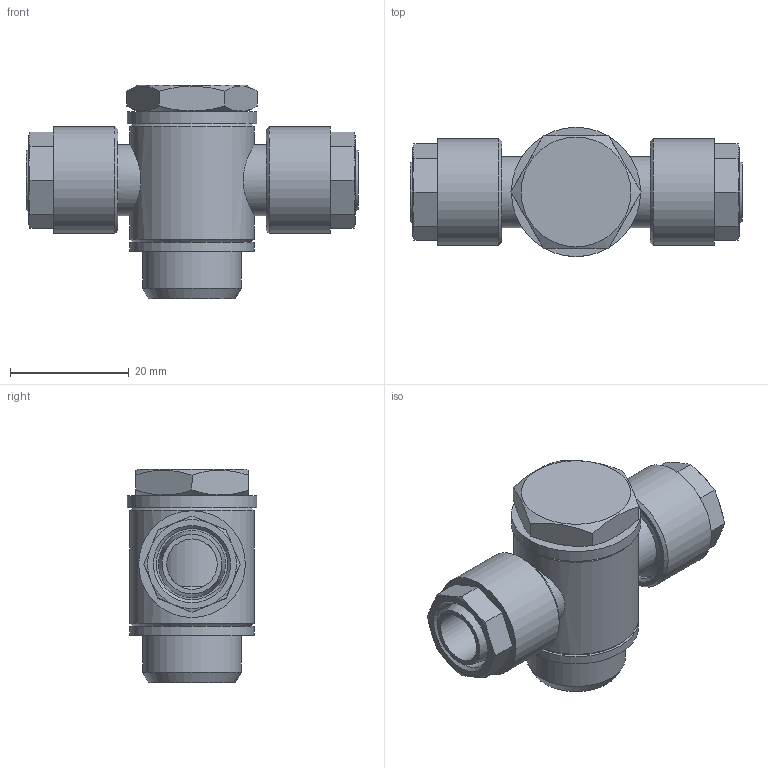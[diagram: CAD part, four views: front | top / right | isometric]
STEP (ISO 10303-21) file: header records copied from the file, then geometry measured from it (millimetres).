
FILE_DESCRIPTION(( 'MC.36.12.38.STP' ), '1');
FILE_NAME( 'MC.36.12.38.STP', '2018-10-02T09:10:34',( 'Sopra'),('sopra-pneumatic.com'), 'SwSTEP 2.0','SolidWorks 2009','' );
FILE_SCHEMA (('AUTOMOTIVE_DESIGN { 1 0 10303 214 1 1 1 1 }'));
Length unit declared in the file: millimetre
Products named in the file (7): Root; 14404; DICHTRING 3-8; ROTATIONSTEIL_0; 17008; 800044
Assembly tree (6 placements, depth 3):
  Root
    14404
    DICHTRING 3-8
    ROTATIONSTEIL_0
      17008
      17008
    800044
Bounding box: 56 x 21.8 x 36 mm (x, y, z)
Volume: 12822.5 mm3; surface area: 12981.3 mm2
Topology: 6 solids, 6 shells, 138 faces, 312 edges, 199 vertices
Faces by surface type: plane 58, cone 43, cylinder 35, torus 2
Full cylindrical faces by diameter (mm): 6 x2, 8.5 x2, 10 x1, 10.5 x2, 12 x4, 14.5 x1, 14.73 x2, 16 x2, 16.5 x2, 16.662 x1, 16.75 x2, 16.8 x1, 17.1 x1, 17.75 x1, 18 x2, 21 x2, 21.8 x1
Entity records: 9335 total; most frequent: CARTESIAN_POINT 4253, DIRECTION 666, PRESENTATION_STYLE_ASSIGNMENT 438, COLOUR_RGB 435, DRAUGHTING_PRE_DEFINED_CURVE_FONT 432, CURVE_STYLE 432, OVER_RIDING_STYLED_ITEM 432, ORIENTED_EDGE 432
